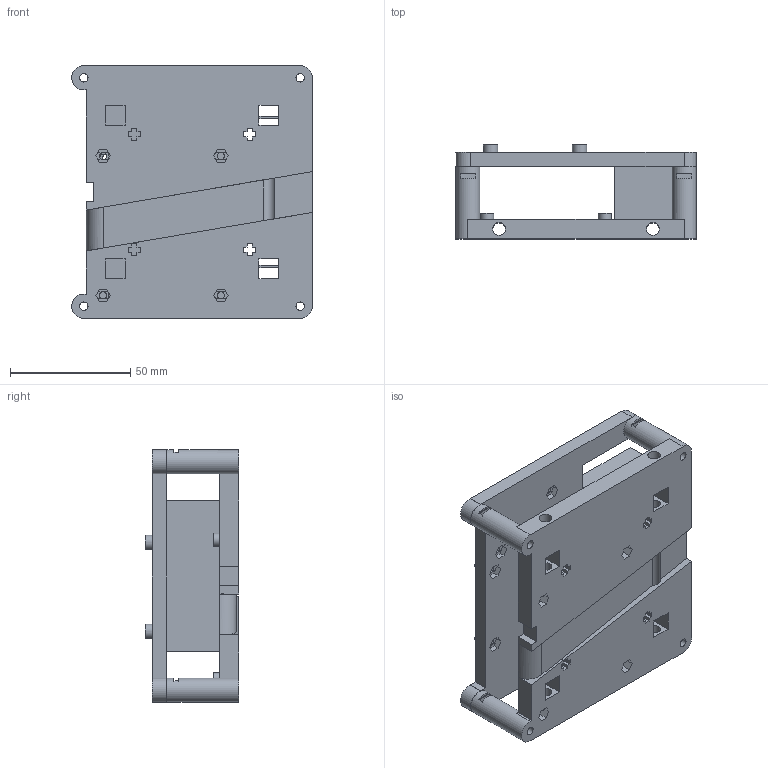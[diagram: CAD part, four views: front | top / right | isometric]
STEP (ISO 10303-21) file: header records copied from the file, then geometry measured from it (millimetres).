
FILE_DESCRIPTION(/* description */ (''),/* implementation_level */ '2;1');
FILE_NAME(/* name */ 'Battery and Raspberry mount.step',/* time_stamp */ '2024-09-18T08:19:52+02:00',/* author */ (''),/* organization */ (''),/* preprocessor_version */ 'ST-DEVELOPER v20',/* originating_system */ 'Autodesk Translation Framework v13.14.0.145',/* authorisation */ '');
FILE_SCHEMA (('AUTOMOTIVE_DESIGN { 1 0 10303 214 3 1 1 }'));
Length unit declared in the file: millimetre
Products named in the file (2): Car-FlawFactory; Battery and Raspberry mount
Assembly tree (1 placements, depth 2):
  Car-FlawFactory
    Battery and Raspberry mount
Bounding box: 100 x 39 x 105 mm (x, y, z)
Volume: 119790.5 mm3; surface area: 60121.2 mm2
Topology: 2 solids, 2 shells, 340 faces, 956 edges, 622 vertices
Faces by surface type: plane 291, cylinder 49
Full cylindrical faces by diameter (mm): 3 x4, 3.5 x18, 5.3 x6, 5.5 x4, 6 x8, 10 x4
Entity records: 11040 total; most frequent: CARTESIAN_POINT 1921, ORIENTED_EDGE 1912, DIRECTION 1794, EDGE_CURVE 956, LINE 804, VECTOR 804, VERTEX_POINT 622, AXIS2_PLACEMENT_3D 495
